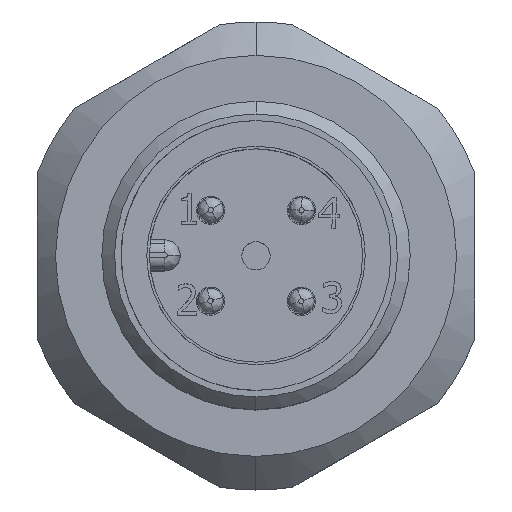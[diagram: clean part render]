
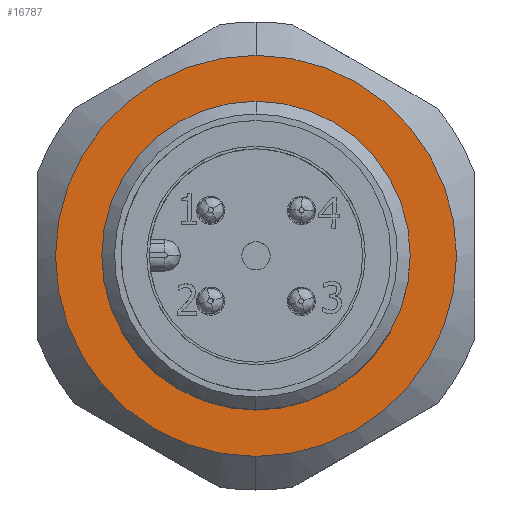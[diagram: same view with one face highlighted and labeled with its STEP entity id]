
A CAD part, top view. The second image highlights one B-rep face of the part: STEP entity #16787.
In plain terms, the highlighted planar face has unit normal (0, 0, 1).
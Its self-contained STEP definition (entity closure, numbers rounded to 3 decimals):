
#16262=AXIS2_PLACEMENT_3D('Plane Axis2P3D',#16259,#16260,#16261) ;
#16722=AXIS2_PLACEMENT_3D('Circle Axis2P3D',#16720,#16721,$) ;
#16739=AXIS2_PLACEMENT_3D('Circle Axis2P3D',#16737,#16738,$) ;
#16751=AXIS2_PLACEMENT_3D('Circle Axis2P3D',#16749,#16750,$) ;
#16760=AXIS2_PLACEMENT_3D('Circle Axis2P3D',#16758,#16759,$) ;
#16767=AXIS2_PLACEMENT_3D('Circle Axis2P3D',#16765,#16766,$) ;
#16774=AXIS2_PLACEMENT_3D('Circle Axis2P3D',#16772,#16773,$) ;
#16259=CARTESIAN_POINT('Axis2P3D Location',(8.5,1.55,13.3)) ;
#16710=CARTESIAN_POINT('Vertex',(8.5,15.1,13.3)) ;
#16717=CARTESIAN_POINT('Vertex',(8.5,3.1,13.3)) ;
#16720=CARTESIAN_POINT('Axis2P3D Location',(8.5,9.1,13.3)) ;
#16737=CARTESIAN_POINT('Axis2P3D Location',(8.5,9.1,13.3)) ;
#16749=CARTESIAN_POINT('Axis2P3D Location',(8.5,9.1,13.3)) ;
#16753=CARTESIAN_POINT('Vertex',(0.7,9.117,13.3)) ;
#16755=CARTESIAN_POINT('Vertex',(8.5,1.3,13.3)) ;
#16758=CARTESIAN_POINT('Axis2P3D Location',(8.5,9.1,13.3)) ;
#16762=CARTESIAN_POINT('Vertex',(16.3,9.083,13.3)) ;
#16765=CARTESIAN_POINT('Axis2P3D Location',(8.5,9.1,13.3)) ;
#16769=CARTESIAN_POINT('Vertex',(8.5,16.9,13.3)) ;
#16772=CARTESIAN_POINT('Axis2P3D Location',(8.5,9.1,13.3)) ;
#16260=DIRECTION('Axis2P3D Direction',(0.,0.,1.)) ;
#16261=DIRECTION('Axis2P3D XDirection',(-1.,0.,0.)) ;
#16721=DIRECTION('Axis2P3D Direction',(0.,0.,1.)) ;
#16738=DIRECTION('Axis2P3D Direction',(0.,0.,1.)) ;
#16750=DIRECTION('Axis2P3D Direction',(0.,0.,1.)) ;
#16759=DIRECTION('Axis2P3D Direction',(0.,0.,1.)) ;
#16766=DIRECTION('Axis2P3D Direction',(0.,0.,1.)) ;
#16773=DIRECTION('Axis2P3D Direction',(0.,0.,1.)) ;
#16778=ORIENTED_EDGE('',*,*,#16757,.T.) ;
#16779=ORIENTED_EDGE('',*,*,#16764,.T.) ;
#16780=ORIENTED_EDGE('',*,*,#16771,.T.) ;
#16781=ORIENTED_EDGE('',*,*,#16776,.T.) ;
#16784=ORIENTED_EDGE('',*,*,#16724,.F.) ;
#16785=ORIENTED_EDGE('',*,*,#16741,.F.) ;
#16786=FACE_BOUND('',#16783,.T.) ;
#16787=ADVANCED_FACE('V3',(#16782,#16786),#16263,.T.) ;
#16723=CIRCLE('generated circle',#16722,6.) ;
#16740=CIRCLE('generated circle',#16739,6.) ;
#16752=CIRCLE('generated circle',#16751,7.8) ;
#16761=CIRCLE('generated circle',#16760,7.8) ;
#16768=CIRCLE('generated circle',#16767,7.8) ;
#16775=CIRCLE('generated circle',#16774,7.8) ;
#16724=EDGE_CURVE('',#16718,#16711,#16723,.T.) ;
#16741=EDGE_CURVE('',#16711,#16718,#16740,.T.) ;
#16757=EDGE_CURVE('',#16754,#16756,#16752,.T.) ;
#16764=EDGE_CURVE('',#16756,#16763,#16761,.T.) ;
#16771=EDGE_CURVE('',#16763,#16770,#16768,.T.) ;
#16776=EDGE_CURVE('',#16770,#16754,#16775,.T.) ;
#16777=EDGE_LOOP('',(#16778,#16779,#16780,#16781)) ;
#16783=EDGE_LOOP('',(#16784,#16785)) ;
#16782=FACE_OUTER_BOUND('',#16777,.T.) ;
#16263=PLANE('',#16262) ;
#16711=VERTEX_POINT('',#16710) ;
#16718=VERTEX_POINT('',#16717) ;
#16754=VERTEX_POINT('',#16753) ;
#16756=VERTEX_POINT('',#16755) ;
#16763=VERTEX_POINT('',#16762) ;
#16770=VERTEX_POINT('',#16769) ;
